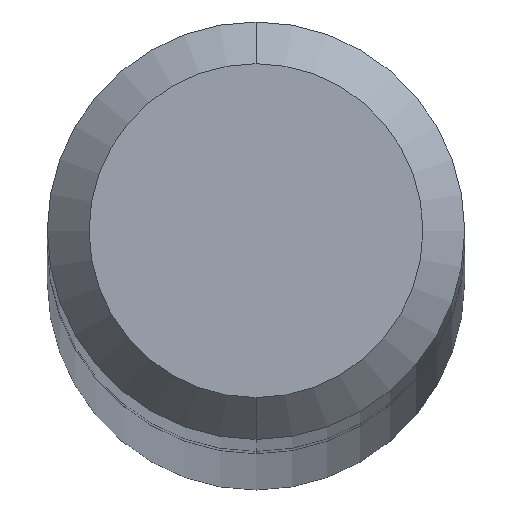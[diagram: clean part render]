
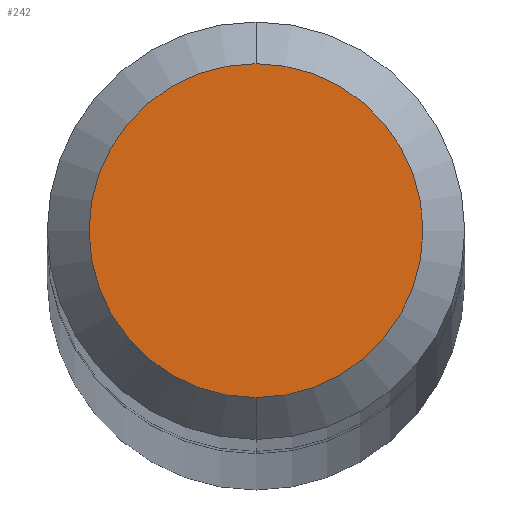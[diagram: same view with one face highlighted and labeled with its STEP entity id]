
A CAD part, top view. The second image highlights one B-rep face of the part: STEP entity #242.
In plain terms, the highlighted planar face has unit normal (0, 0, 1).
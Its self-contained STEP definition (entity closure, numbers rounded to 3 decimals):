
#242=ADVANCED_FACE('',(#534),#535,.T.);
#252=VERTEX_POINT('',#547);
#278=EDGE_CURVE('',#358,#252,#573,.T.);
#358=VERTEX_POINT('',#660);
#370=EDGE_CURVE('',#252,#358,#673,.T.);
#534=FACE_OUTER_BOUND('',#886,.T.);
#535=PLANE('',#887);
#547=CARTESIAN_POINT('',(0.,-1.2,0.));
#573=CIRCLE('',#950,1.2);
#660=CARTESIAN_POINT('',(0.0,1.2,0.));
#673=CIRCLE('',#1198,1.2);
#886=EDGE_LOOP('',(#1453,#1454));
#887=AXIS2_PLACEMENT_3D('',#1455,#1456,#1457);
#950=AXIS2_PLACEMENT_3D('',#1478,#1479,#1480);
#1198=AXIS2_PLACEMENT_3D('',#1579,#1580,#1581);
#1453=ORIENTED_EDGE('',*,*,#278,.F.);
#1454=ORIENTED_EDGE('',*,*,#370,.F.);
#1455=CARTESIAN_POINT('',(0.0,0.6,0.));
#1456=DIRECTION('',(-0.0,0.0,1.0));
#1457=DIRECTION('',(0.0,-1.0,0.0));
#1478=CARTESIAN_POINT('',(0.0,0.0,0.));
#1479=DIRECTION('',(0.0,0.0,-1.0));
#1480=DIRECTION('',(0.0,1.0,0.0));
#1579=CARTESIAN_POINT('',(0.0,0.0,0.));
#1580=DIRECTION('',(0.0,0.0,-1.0));
#1581=DIRECTION('',(0.0,1.0,0.0));
